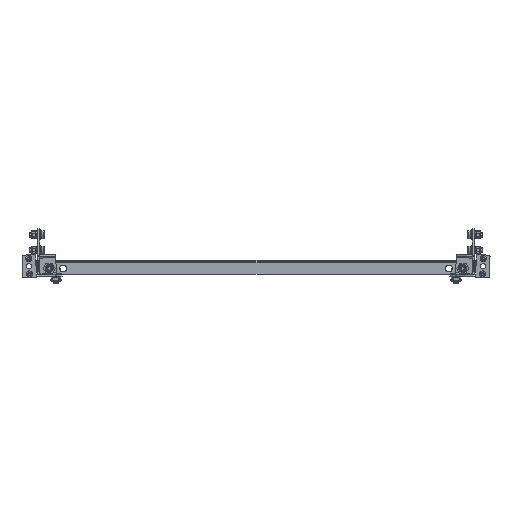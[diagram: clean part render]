
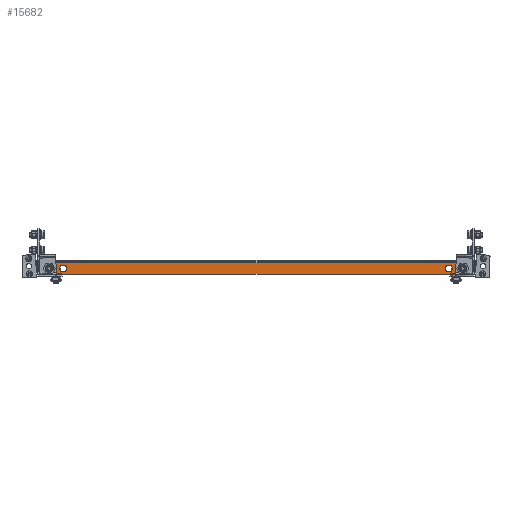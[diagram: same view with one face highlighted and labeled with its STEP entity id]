
A CAD part, front view. The second image highlights one B-rep face of the part: STEP entity #15682.
In plain terms, the highlighted planar face has unit normal (0, -1, 0).
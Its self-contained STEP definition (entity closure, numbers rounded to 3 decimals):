
#52 = AXIS2_PLACEMENT_3D ( 'NONE', #19829, #13462, #16518 ) ;
#64 = DIRECTION ( 'NONE',  ( 0., 1., 0. ) ) ;
#126 = CARTESIAN_POINT ( 'NONE',  ( -312.5, -948., -11.5 ) ) ;
#205 = LINE ( 'NONE', #14135, #19245 ) ;
#345 = EDGE_CURVE ( 'NONE', #2226, #6292, #3813, .T. ) ;
#378 = VECTOR ( 'NONE', #3101, 1000. ) ;
#443 = AXIS2_PLACEMENT_3D ( 'NONE', #8811, #8888, #1035 ) ;
#1035 = DIRECTION ( 'NONE',  ( 0., 0., -1. ) ) ;
#1101 = DIRECTION ( 'NONE',  ( 1., 0., 0. ) ) ;
#1230 = ORIENTED_EDGE ( 'NONE', *, *, #15572, .F. ) ;
#1245 = CARTESIAN_POINT ( 'NONE',  ( -342.146, -948., -16. ) ) ;
#1264 = LINE ( 'NONE', #17139, #15961 ) ;
#1331 = EDGE_LOOP ( 'NONE', ( #15876, #10076, #14931, #2231, #11618, #13341 ) ) ;
#1524 = CARTESIAN_POINT ( 'NONE',  ( -335., -948., -11.5 ) ) ;
#2226 = VERTEX_POINT ( 'NONE', #10293 ) ;
#2231 = ORIENTED_EDGE ( 'NONE', *, *, #19817, .F. ) ;
#2233 = ORIENTED_EDGE ( 'NONE', *, *, #16934, .T. ) ;
#2381 = VERTEX_POINT ( 'NONE', #6755 ) ;
#2668 = AXIS2_PLACEMENT_3D ( 'NONE', #2898, #7843, #12665 ) ;
#2898 = CARTESIAN_POINT ( 'NONE',  ( -349.5, -948., 0. ) ) ;
#2943 = ORIENTED_EDGE ( 'NONE', *, *, #10372, .T. ) ;
#3035 = PLANE ( 'NONE',  #2668 ) ;
#3101 = DIRECTION ( 'NONE',  ( 0., 0., -1. ) ) ;
#3237 = EDGE_CURVE ( 'NONE', #11936, #9957, #4297, .T. ) ;
#3418 = CIRCLE ( 'NONE', #14190, 5.5 ) ;
#3699 = CARTESIAN_POINT ( 'NONE',  ( -335., -948., -17. ) ) ;
#3751 = AXIS2_PLACEMENT_3D ( 'NONE', #1524, #14390, #9652 ) ;
#3813 = CIRCLE ( 'NONE', #3921, 5.5 ) ;
#3921 = AXIS2_PLACEMENT_3D ( 'NONE', #14639, #17862, #13097 ) ;
#4045 = EDGE_CURVE ( 'NONE', #15750, #5715, #4652, .T. ) ;
#4297 = CIRCLE ( 'NONE', #5190, 5.5 ) ;
#4396 = DIRECTION ( 'NONE',  ( 0., -1., 0. ) ) ;
#4445 = VERTEX_POINT ( 'NONE', #17293 ) ;
#4652 = CIRCLE ( 'NONE', #52, 5. ) ;
#4968 = DIRECTION ( 'NONE',  ( 1., 0., 0. ) ) ;
#5190 = AXIS2_PLACEMENT_3D ( 'NONE', #126, #13076, #6620 ) ;
#5214 = CARTESIAN_POINT ( 'NONE',  ( 312.5, -948., -11.5 ) ) ;
#5268 = AXIS2_PLACEMENT_3D ( 'NONE', #5214, #64, #11369 ) ;
#5354 = VERTEX_POINT ( 'NONE', #12039 ) ;
#5443 = FACE_BOUND ( 'NONE', #20230, .T. ) ;
#5459 = EDGE_CURVE ( 'NONE', #5354, #6095, #15495, .T. ) ;
#5715 = VERTEX_POINT ( 'NONE', #19204 ) ;
#5958 = ORIENTED_EDGE ( 'NONE', *, *, #15164, .F. ) ;
#6095 = VERTEX_POINT ( 'NONE', #10787 ) ;
#6292 = VERTEX_POINT ( 'NONE', #7894 ) ;
#6316 = LINE ( 'NONE', #14257, #18225 ) ;
#6446 = CARTESIAN_POINT ( 'NONE',  ( 342.146, -948., -21. ) ) ;
#6620 = DIRECTION ( 'NONE',  ( 0., 0., -1. ) ) ;
#6755 = CARTESIAN_POINT ( 'NONE',  ( -335., -948., -6. ) ) ;
#6882 = AXIS2_PLACEMENT_3D ( 'NONE', #1245, #20495, #14006 ) ;
#7715 = FACE_OUTER_BOUND ( 'NONE', #1331, .T. ) ;
#7843 = DIRECTION ( 'NONE',  ( 0., 1., 0. ) ) ;
#7894 = CARTESIAN_POINT ( 'NONE',  ( 335., -948., -17. ) ) ;
#7989 = EDGE_LOOP ( 'NONE', ( #2233, #9356 ) ) ;
#8083 = CARTESIAN_POINT ( 'NONE',  ( -347.146, -948., -16. ) ) ;
#8444 = EDGE_CURVE ( 'NONE', #15820, #5715, #205, .T. ) ;
#8506 = ORIENTED_EDGE ( 'NONE', *, *, #19975, .F. ) ;
#8811 = CARTESIAN_POINT ( 'NONE',  ( 312.5, -948., -11.5 ) ) ;
#8888 = DIRECTION ( 'NONE',  ( 0., 1., 0. ) ) ;
#8991 = LINE ( 'NONE', #11298, #378 ) ;
#9292 = CARTESIAN_POINT ( 'NONE',  ( -312.5, -948., -11.5 ) ) ;
#9356 = ORIENTED_EDGE ( 'NONE', *, *, #345, .T. ) ;
#9652 = DIRECTION ( 'NONE',  ( 0., 0., -1. ) ) ;
#9747 = FACE_BOUND ( 'NONE', #7989, .T. ) ;
#9957 = VERTEX_POINT ( 'NONE', #20363 ) ;
#10060 = EDGE_CURVE ( 'NONE', #17295, #4445, #19441, .T. ) ;
#10076 = ORIENTED_EDGE ( 'NONE', *, *, #4045, .T. ) ;
#10126 = EDGE_CURVE ( 'NONE', #12490, #17295, #8991, .T. ) ;
#10293 = CARTESIAN_POINT ( 'NONE',  ( 335., -948., -6. ) ) ;
#10372 = EDGE_CURVE ( 'NONE', #6095, #5354, #18642, .T. ) ;
#10681 = CARTESIAN_POINT ( 'NONE',  ( -335., -948., -11.5 ) ) ;
#10778 = AXIS2_PLACEMENT_3D ( 'NONE', #9292, #12479, #12614 ) ;
#10787 = CARTESIAN_POINT ( 'NONE',  ( 312.5, -948., -17. ) ) ;
#11088 = DIRECTION ( 'NONE',  ( 0., 0., -1. ) ) ;
#11298 = CARTESIAN_POINT ( 'NONE',  ( -347.146, -948., 0. ) ) ;
#11369 = DIRECTION ( 'NONE',  ( 0., 0., -1. ) ) ;
#11618 = ORIENTED_EDGE ( 'NONE', *, *, #10126, .T. ) ;
#11936 = VERTEX_POINT ( 'NONE', #14952 ) ;
#12014 = FACE_BOUND ( 'NONE', #18940, .T. ) ;
#12039 = CARTESIAN_POINT ( 'NONE',  ( 312.5, -948., -6. ) ) ;
#12390 = DIRECTION ( 'NONE',  ( 0., 0., -1. ) ) ;
#12456 = CIRCLE ( 'NONE', #13461, 5.5 ) ;
#12479 = DIRECTION ( 'NONE',  ( 0., -1., 0. ) ) ;
#12490 = VERTEX_POINT ( 'NONE', #17656 ) ;
#12614 = DIRECTION ( 'NONE',  ( 0., 0., -1. ) ) ;
#12665 = DIRECTION ( 'NONE',  ( 0., 0., 1. ) ) ;
#13076 = DIRECTION ( 'NONE',  ( 0., -1., 0. ) ) ;
#13097 = DIRECTION ( 'NONE',  ( 0., 0., -1. ) ) ;
#13341 = ORIENTED_EDGE ( 'NONE', *, *, #10060, .T. ) ;
#13461 = AXIS2_PLACEMENT_3D ( 'NONE', #15549, #20208, #20276 ) ;
#13462 = DIRECTION ( 'NONE',  ( 0., -1., 0. ) ) ;
#14006 = DIRECTION ( 'NONE',  ( 0., 0., 1. ) ) ;
#14135 = CARTESIAN_POINT ( 'NONE',  ( 347.146, -948., 0. ) ) ;
#14190 = AXIS2_PLACEMENT_3D ( 'NONE', #10681, #4396, #12390 ) ;
#14257 = CARTESIAN_POINT ( 'NONE',  ( 349.5, -948., -2. ) ) ;
#14390 = DIRECTION ( 'NONE',  ( 0., -1., 0. ) ) ;
#14639 = CARTESIAN_POINT ( 'NONE',  ( 335., -948., -11.5 ) ) ;
#14931 = ORIENTED_EDGE ( 'NONE', *, *, #8444, .F. ) ;
#14952 = CARTESIAN_POINT ( 'NONE',  ( -312.5, -948., -17. ) ) ;
#15060 = FACE_BOUND ( 'NONE', #17302, .T. ) ;
#15164 = EDGE_CURVE ( 'NONE', #9957, #11936, #17183, .T. ) ;
#15495 = CIRCLE ( 'NONE', #443, 5.5 ) ;
#15549 = CARTESIAN_POINT ( 'NONE',  ( 335., -948., -11.5 ) ) ;
#15572 = EDGE_CURVE ( 'NONE', #16325, #2381, #3418, .T. ) ;
#15682 = ADVANCED_FACE ( 'NONE', ( #9747, #15060, #12014, #5443, #7715 ), #3035, .F. ) ;
#15750 = VERTEX_POINT ( 'NONE', #6446 ) ;
#15820 = VERTEX_POINT ( 'NONE', #17927 ) ;
#15876 = ORIENTED_EDGE ( 'NONE', *, *, #18677, .T. ) ;
#15961 = VECTOR ( 'NONE', #4968, 1000. ) ;
#16325 = VERTEX_POINT ( 'NONE', #3699 ) ;
#16518 = DIRECTION ( 'NONE',  ( 0., 0., 1. ) ) ;
#16934 = EDGE_CURVE ( 'NONE', #6292, #2226, #12456, .T. ) ;
#17139 = CARTESIAN_POINT ( 'NONE',  ( -349.5, -948., -21. ) ) ;
#17183 = CIRCLE ( 'NONE', #10778, 5.5 ) ;
#17293 = CARTESIAN_POINT ( 'NONE',  ( -342.146, -948., -21. ) ) ;
#17295 = VERTEX_POINT ( 'NONE', #8083 ) ;
#17302 = EDGE_LOOP ( 'NONE', ( #2943, #18838 ) ) ;
#17656 = CARTESIAN_POINT ( 'NONE',  ( -347.146, -948., -2. ) ) ;
#17862 = DIRECTION ( 'NONE',  ( 0., 1., 0. ) ) ;
#17927 = CARTESIAN_POINT ( 'NONE',  ( 347.146, -948., -2. ) ) ;
#18225 = VECTOR ( 'NONE', #1101, 1000. ) ;
#18642 = CIRCLE ( 'NONE', #5268, 5.5 ) ;
#18677 = EDGE_CURVE ( 'NONE', #4445, #15750, #1264, .T. ) ;
#18838 = ORIENTED_EDGE ( 'NONE', *, *, #5459, .T. ) ;
#18859 = ORIENTED_EDGE ( 'NONE', *, *, #3237, .F. ) ;
#18940 = EDGE_LOOP ( 'NONE', ( #1230, #8506 ) ) ;
#19001 = CIRCLE ( 'NONE', #3751, 5.5 ) ;
#19204 = CARTESIAN_POINT ( 'NONE',  ( 347.146, -948., -16. ) ) ;
#19245 = VECTOR ( 'NONE', #11088, 1000. ) ;
#19441 = CIRCLE ( 'NONE', #6882, 5. ) ;
#19817 = EDGE_CURVE ( 'NONE', #12490, #15820, #6316, .T. ) ;
#19829 = CARTESIAN_POINT ( 'NONE',  ( 342.146, -948., -16. ) ) ;
#19975 = EDGE_CURVE ( 'NONE', #2381, #16325, #19001, .T. ) ;
#20208 = DIRECTION ( 'NONE',  ( 0., 1., 0. ) ) ;
#20230 = EDGE_LOOP ( 'NONE', ( #18859, #5958 ) ) ;
#20276 = DIRECTION ( 'NONE',  ( 0., 0., -1. ) ) ;
#20363 = CARTESIAN_POINT ( 'NONE',  ( -312.5, -948., -6. ) ) ;
#20495 = DIRECTION ( 'NONE',  ( 0., -1., 0. ) ) ;
